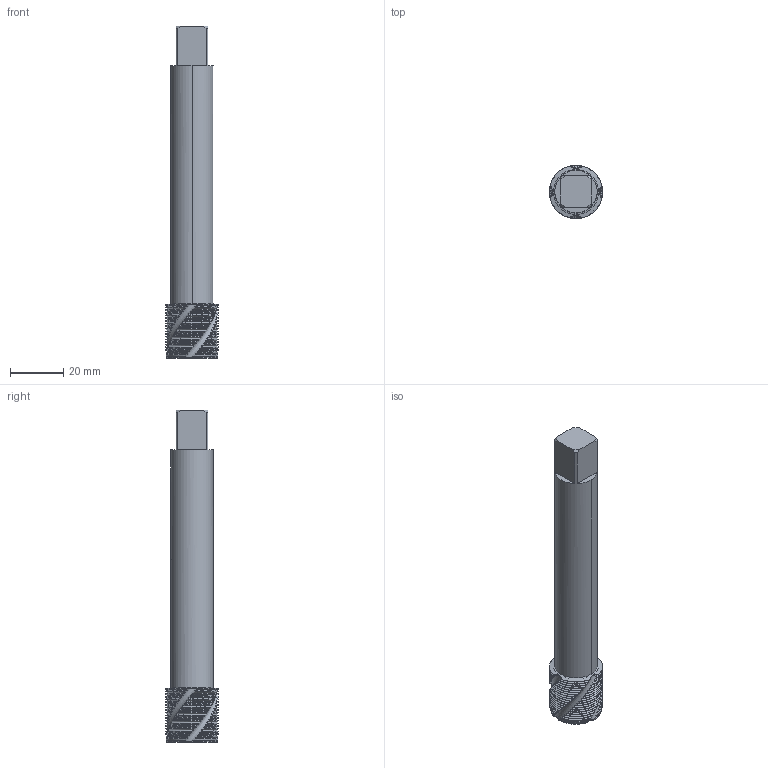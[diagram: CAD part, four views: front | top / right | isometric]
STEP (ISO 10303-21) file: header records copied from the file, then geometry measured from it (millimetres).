
FILE_DESCRIPTION(('no description'),'unknown implementation level');
FILE_NAME('solidUSCwHVL6njCT9_31y1IpIQkkY3Q_1.STP',' ',('CIM GmbH Aachen'),('CADClick - KiM GmbH - www.kimweb.de'),'unknown preprocess','ACIS','unknown authorization');
FILE_SCHEMA(('automotive_design'));
Length unit declared in the file: millimetre
Products named in the file (2): 1; 2
Bounding box: 20 x 20 x 125 mm (x, y, z)
Volume: 25966.8 mm3; surface area: 10017.4 mm2
Topology: 2 solids, 2 shells, 487 faces, 1395 edges, 912 vertices
Faces by surface type: cone 238, cylinder 220, plane 17, bspline 8, revolution 4
Entity records: 39636 total; most frequent: CARTESIAN_POINT 12377, STYLED_ITEM 2796, PRESENTATION_STYLE_ASSIGNMENT 2796, COLOUR_RGB 2796, ORIENTED_EDGE 2790, DIRECTION 2173, EDGE_CURVE 1395, CURVE_STYLE 1395
